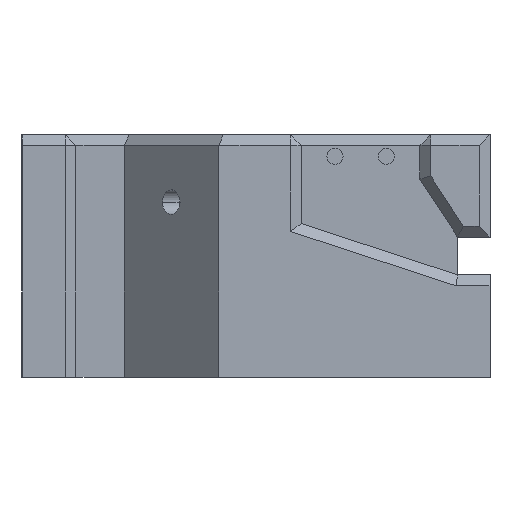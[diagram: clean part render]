
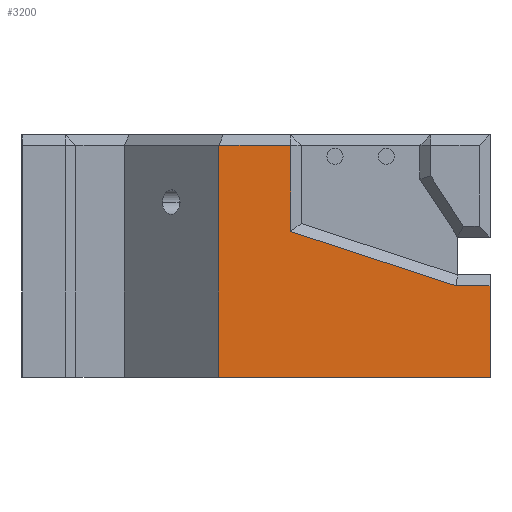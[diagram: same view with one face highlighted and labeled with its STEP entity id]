
A CAD part, left-side view. The second image highlights one B-rep face of the part: STEP entity #3200.
In plain terms, the highlighted planar face has unit normal (-1, 0, 0).
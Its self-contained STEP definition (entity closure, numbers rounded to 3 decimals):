
#120 = PLANE ( 'NONE',  #3569 ) ;
#427 = CARTESIAN_POINT ( 'NONE',  ( -30., -25.15, 45. ) ) ;
#474 = EDGE_LOOP ( 'NONE', ( #15954, #14739, #7920, #1825, #6598, #6026, #7025 ) ) ;
#835 = CARTESIAN_POINT ( 'NONE',  ( -30., -25.15, 17. ) ) ;
#1213 = LINE ( 'NONE', #16402, #6713 ) ;
#1687 = FACE_OUTER_BOUND ( 'NONE', #474, .T. ) ;
#1734 = EDGE_CURVE ( 'NONE', #10651, #15596, #1213, .T. ) ;
#1825 = ORIENTED_EDGE ( 'NONE', *, *, #4150, .T. ) ;
#2011 = CARTESIAN_POINT ( 'NONE',  ( -30., -25.15, 0. ) ) ;
#2169 = EDGE_CURVE ( 'NONE', #9982, #6332, #9620, .T. ) ;
#3077 = CARTESIAN_POINT ( 'NONE',  ( -30., 25.15, 0. ) ) ;
#3200 = ADVANCED_FACE ( 'NONE', ( #1687 ), #120, .F. ) ;
#3569 = AXIS2_PLACEMENT_3D ( 'NONE', #12993, #6029, #8813 ) ;
#4150 = EDGE_CURVE ( 'NONE', #6332, #13216, #12624, .T. ) ;
#4284 = DIRECTION ( 'NONE',  ( 0., 0., 1. ) ) ;
#4340 = VERTEX_POINT ( 'NONE', #835 ) ;
#4516 = DIRECTION ( 'NONE',  ( 0., 1., 0. ) ) ;
#4670 = DIRECTION ( 'NONE',  ( 0., 0., -1. ) ) ;
#6026 = ORIENTED_EDGE ( 'NONE', *, *, #1734, .T. ) ;
#6029 = DIRECTION ( 'NONE',  ( 1., 0., 0. ) ) ;
#6106 = CARTESIAN_POINT ( 'NONE',  ( -30., 25.15, 0. ) ) ;
#6332 = VERTEX_POINT ( 'NONE', #13728 ) ;
#6598 = ORIENTED_EDGE ( 'NONE', *, *, #9462, .T. ) ;
#6713 = VECTOR ( 'NONE', #13909, 1000. ) ;
#6964 = EDGE_CURVE ( 'NONE', #4340, #8244, #13111, .T. ) ;
#7025 = ORIENTED_EDGE ( 'NONE', *, *, #7798, .T. ) ;
#7554 = VECTOR ( 'NONE', #16010, 1000. ) ;
#7798 = EDGE_CURVE ( 'NONE', #15596, #8244, #14639, .T. ) ;
#7920 = ORIENTED_EDGE ( 'NONE', *, *, #2169, .T. ) ;
#8072 = EDGE_CURVE ( 'NONE', #4340, #9982, #18233, .T. ) ;
#8244 = VERTEX_POINT ( 'NONE', #2011 ) ;
#8597 = CARTESIAN_POINT ( 'NONE',  ( -30., 25.15, 17. ) ) ;
#8813 = DIRECTION ( 'NONE',  ( 0., 1., 0. ) ) ;
#9339 = DIRECTION ( 'NONE',  ( 0., 0.95, 0.311 ) ) ;
#9462 = EDGE_CURVE ( 'NONE', #13216, #10651, #9816, .T. ) ;
#9620 = LINE ( 'NONE', #12219, #14725 ) ;
#9675 = VECTOR ( 'NONE', #17970, 1000. ) ;
#9816 = LINE ( 'NONE', #15464, #9675 ) ;
#9982 = VERTEX_POINT ( 'NONE', #14763 ) ;
#10651 = VERTEX_POINT ( 'NONE', #17201 ) ;
#12219 = CARTESIAN_POINT ( 'NONE',  ( -30., 29.171, 32.725 ) ) ;
#12624 = LINE ( 'NONE', #12710, #16085 ) ;
#12710 = CARTESIAN_POINT ( 'NONE',  ( -30., 11.85, 45. ) ) ;
#12993 = CARTESIAN_POINT ( 'NONE',  ( -30., 25.15, 45. ) ) ;
#13111 = LINE ( 'NONE', #427, #16101 ) ;
#13216 = VERTEX_POINT ( 'NONE', #16035 ) ;
#13728 = CARTESIAN_POINT ( 'NONE',  ( -30., 11.85, 27.051 ) ) ;
#13909 = DIRECTION ( 'NONE',  ( 0., 0., -1. ) ) ;
#14639 = LINE ( 'NONE', #6106, #7554 ) ;
#14725 = VECTOR ( 'NONE', #9339, 1000. ) ;
#14739 = ORIENTED_EDGE ( 'NONE', *, *, #8072, .T. ) ;
#14763 = CARTESIAN_POINT ( 'NONE',  ( -30., -18.831, 17. ) ) ;
#15257 = VECTOR ( 'NONE', #4516, 1000. ) ;
#15464 = CARTESIAN_POINT ( 'NONE',  ( -30., 25.15, 43. ) ) ;
#15596 = VERTEX_POINT ( 'NONE', #3077 ) ;
#15954 = ORIENTED_EDGE ( 'NONE', *, *, #6964, .F. ) ;
#16010 = DIRECTION ( 'NONE',  ( 0., -1., 0. ) ) ;
#16035 = CARTESIAN_POINT ( 'NONE',  ( -30., 11.85, 43. ) ) ;
#16085 = VECTOR ( 'NONE', #4284, 1000. ) ;
#16101 = VECTOR ( 'NONE', #4670, 1000. ) ;
#16402 = CARTESIAN_POINT ( 'NONE',  ( -30., 25.15, 45. ) ) ;
#17201 = CARTESIAN_POINT ( 'NONE',  ( -30., 25.15, 43. ) ) ;
#17970 = DIRECTION ( 'NONE',  ( 0., 1., 0. ) ) ;
#18233 = LINE ( 'NONE', #8597, #15257 ) ;
